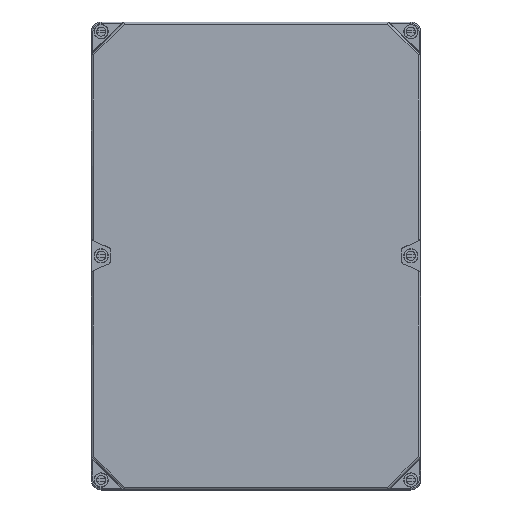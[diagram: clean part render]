
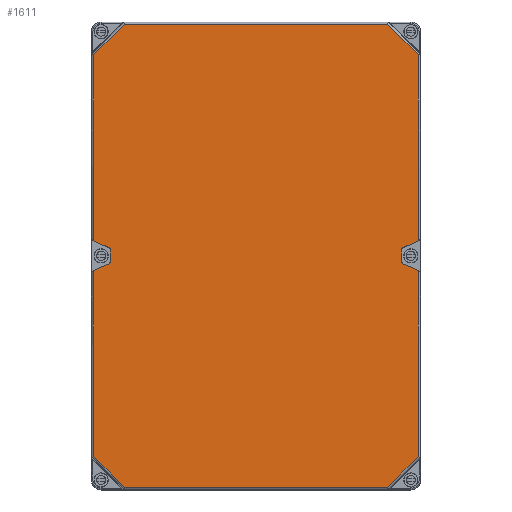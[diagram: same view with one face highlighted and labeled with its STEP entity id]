
A CAD part, top view. The second image highlights one B-rep face of the part: STEP entity #1611.
In plain terms, the highlighted planar face has unit normal (0, 0, 1).
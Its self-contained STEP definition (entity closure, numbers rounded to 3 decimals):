
#1611 = ADVANCED_FACE( '', ( #4366 ), #4367, .T. );
#4366 = FACE_OUTER_BOUND( '', #8681, .T. );
#4367 = PLANE( '', #8682 );
#8681 = EDGE_LOOP( '', ( #13446, #13447, #13448, #13449, #13450, #13451, #13452, #13453, #13454, #13455, #13456, #13457, #13458, #13459, #13460, #13461, #13462, #13463, #13464, #13465 ) );
#8682 = AXIS2_PLACEMENT_3D( '', #13466, #13467, #13468 );
#13446 = ORIENTED_EDGE( '', *, *, #23993, .T. );
#13447 = ORIENTED_EDGE( '', *, *, #23994, .T. );
#13448 = ORIENTED_EDGE( '', *, *, #23995, .T. );
#13449 = ORIENTED_EDGE( '', *, *, #23996, .T. );
#13450 = ORIENTED_EDGE( '', *, *, #23997, .T. );
#13451 = ORIENTED_EDGE( '', *, *, #23998, .F. );
#13452 = ORIENTED_EDGE( '', *, *, #23999, .T. );
#13453 = ORIENTED_EDGE( '', *, *, #24000, .F. );
#13454 = ORIENTED_EDGE( '', *, *, #24001, .T. );
#13455 = ORIENTED_EDGE( '', *, *, #24002, .T. );
#13456 = ORIENTED_EDGE( '', *, *, #24003, .T. );
#13457 = ORIENTED_EDGE( '', *, *, #24004, .F. );
#13458 = ORIENTED_EDGE( '', *, *, #24005, .T. );
#13459 = ORIENTED_EDGE( '', *, *, #24006, .F. );
#13460 = ORIENTED_EDGE( '', *, *, #24007, .T. );
#13461 = ORIENTED_EDGE( '', *, *, #24008, .F. );
#13462 = ORIENTED_EDGE( '', *, *, #24009, .T. );
#13463 = ORIENTED_EDGE( '', *, *, #24010, .F. );
#13464 = ORIENTED_EDGE( '', *, *, #24011, .T. );
#13465 = ORIENTED_EDGE( '', *, *, #24012, .F. );
#13466 = CARTESIAN_POINT( '', ( 0., 0., 92.5 ) );
#13467 = DIRECTION( '', ( 0., 0., 1. ) );
#13468 = DIRECTION( '', ( 1., 0., 0. ) );
#23993 = EDGE_CURVE( '', #28510, #28511, #28512, .T. );
#23994 = EDGE_CURVE( '', #28511, #28513, #28514, .T. );
#23995 = EDGE_CURVE( '', #28513, #28515, #28516, .T. );
#23996 = EDGE_CURVE( '', #28515, #28517, #28518, .T. );
#23997 = EDGE_CURVE( '', #28517, #28519, #28520, .T. );
#23998 = EDGE_CURVE( '', #28521, #28519, #28522, .T. );
#23999 = EDGE_CURVE( '', #28521, #28523, #28524, .T. );
#24000 = EDGE_CURVE( '', #28525, #28523, #28526, .T. );
#24001 = EDGE_CURVE( '', #28525, #28527, #28528, .T. );
#24002 = EDGE_CURVE( '', #28527, #28529, #28530, .T. );
#24003 = EDGE_CURVE( '', #28529, #28531, #28532, .T. );
#24004 = EDGE_CURVE( '', #28533, #28531, #28534, .T. );
#24005 = EDGE_CURVE( '', #28533, #28535, #28536, .T. );
#24006 = EDGE_CURVE( '', #28537, #28535, #28538, .T. );
#24007 = EDGE_CURVE( '', #28537, #28539, #28540, .T. );
#24008 = EDGE_CURVE( '', #28541, #28539, #28542, .T. );
#24009 = EDGE_CURVE( '', #28541, #28543, #28544, .T. );
#24010 = EDGE_CURVE( '', #28545, #28543, #28546, .T. );
#24011 = EDGE_CURVE( '', #28545, #28547, #28548, .T. );
#24012 = EDGE_CURVE( '', #28510, #28547, #28549, .T. );
#28510 = VERTEX_POINT( '', #34954 );
#28511 = VERTEX_POINT( '', #34955 );
#28512 = LINE( '', #34956, #34957 );
#28513 = VERTEX_POINT( '', #34958 );
#28514 = LINE( '', #34959, #34960 );
#28515 = VERTEX_POINT( '', #34961 );
#28516 = LINE( '', #34962, #34963 );
#28517 = VERTEX_POINT( '', #34964 );
#28518 = LINE( '', #34965, #34966 );
#28519 = VERTEX_POINT( '', #34967 );
#28520 = LINE( '', #34968, #34969 );
#28521 = VERTEX_POINT( '', #34970 );
#28522 = CIRCLE( '', #34971, 1.7 );
#28523 = VERTEX_POINT( '', #34972 );
#28524 = LINE( '', #34973, #34974 );
#28525 = VERTEX_POINT( '', #34975 );
#28526 = CIRCLE( '', #34976, 1.7 );
#28527 = VERTEX_POINT( '', #34977 );
#28528 = LINE( '', #34978, #34979 );
#28529 = VERTEX_POINT( '', #34980 );
#28530 = LINE( '', #34981, #34982 );
#28531 = VERTEX_POINT( '', #34983 );
#28532 = LINE( '', #34984, #34985 );
#28533 = VERTEX_POINT( '', #34986 );
#28534 = LINE( '', #34987, #34988 );
#28535 = VERTEX_POINT( '', #34989 );
#28536 = LINE( '', #34990, #34991 );
#28537 = VERTEX_POINT( '', #34992 );
#28538 = LINE( '', #34993, #34994 );
#28539 = VERTEX_POINT( '', #34995 );
#28540 = LINE( '', #34996, #34997 );
#28541 = VERTEX_POINT( '', #34998 );
#28542 = CIRCLE( '', #34999, 1.7 );
#28543 = VERTEX_POINT( '', #35000 );
#28544 = LINE( '', #35001, #35002 );
#28545 = VERTEX_POINT( '', #35003 );
#28546 = CIRCLE( '', #35004, 1.7 );
#28547 = VERTEX_POINT( '', #35005 );
#28548 = LINE( '', #35006, #35007 );
#28549 = LINE( '', #35008, #35009 );
#34954 = CARTESIAN_POINT( '', ( 125.182, 155.046, 92.5 ) );
#34955 = CARTESIAN_POINT( '', ( 101.546, 178.682, 92.5 ) );
#34956 = CARTESIAN_POINT( '', ( 131.042, 149.186, 92.5 ) );
#34957 = VECTOR( '', #42623, 1000. );
#34958 = CARTESIAN_POINT( '', ( -101.546, 178.682, 92.5 ) );
#34959 = CARTESIAN_POINT( '', ( 119.5, 178.682, 92.5 ) );
#34960 = VECTOR( '', #42624, 1000. );
#34961 = CARTESIAN_POINT( '', ( -125.182, 155.046, 92.5 ) );
#34962 = CARTESIAN_POINT( '', ( -95.686, 184.542, 92.5 ) );
#34963 = VECTOR( '', #42625, 1000. );
#34964 = CARTESIAN_POINT( '', ( -125.182, 11.586, 92.5 ) );
#34965 = CARTESIAN_POINT( '', ( -125.182, 173., 92.5 ) );
#34966 = VECTOR( '', #42626, 1000. );
#34967 = CARTESIAN_POINT( '', ( -113.3, 6.045, 92.5 ) );
#34968 = CARTESIAN_POINT( '', ( -126.134, 12.029, 92.5 ) );
#34969 = VECTOR( '', #42627, 1000. );
#34970 = CARTESIAN_POINT( '', ( -112.319, 4.504, 92.5 ) );
#34971 = AXIS2_PLACEMENT_3D( '', #42628, #42629, #42630 );
#34972 = CARTESIAN_POINT( '', ( -112.319, -4.504, 92.5 ) );
#34973 = CARTESIAN_POINT( '', ( -112.319, 4.504, 92.5 ) );
#34974 = VECTOR( '', #42631, 1000. );
#34975 = CARTESIAN_POINT( '', ( -113.3, -6.045, 92.5 ) );
#34976 = AXIS2_PLACEMENT_3D( '', #42632, #42633, #42634 );
#34977 = CARTESIAN_POINT( '', ( -125.182, -11.586, 92.5 ) );
#34978 = CARTESIAN_POINT( '', ( -113.3, -6.045, 92.5 ) );
#34979 = VECTOR( '', #42635, 1000. );
#34980 = CARTESIAN_POINT( '', ( -125.182, -155.046, 92.5 ) );
#34981 = CARTESIAN_POINT( '', ( -125.182, 173., 92.5 ) );
#34982 = VECTOR( '', #42636, 1000. );
#34983 = CARTESIAN_POINT( '', ( -101.546, -178.682, 92.5 ) );
#34984 = CARTESIAN_POINT( '', ( -131.042, -149.186, 92.5 ) );
#34985 = VECTOR( '', #42637, 1000. );
#34986 = CARTESIAN_POINT( '', ( 101.546, -178.682, 92.5 ) );
#34987 = CARTESIAN_POINT( '', ( 119.5, -178.682, 92.5 ) );
#34988 = VECTOR( '', #42638, 1000. );
#34989 = CARTESIAN_POINT( '', ( 125.182, -155.046, 92.5 ) );
#34990 = CARTESIAN_POINT( '', ( 95.686, -184.542, 92.5 ) );
#34991 = VECTOR( '', #42639, 1000. );
#34992 = CARTESIAN_POINT( '', ( 125.182, -11.586, 92.5 ) );
#34993 = CARTESIAN_POINT( '', ( 125.182, 173., 92.5 ) );
#34994 = VECTOR( '', #42640, 1000. );
#34995 = CARTESIAN_POINT( '', ( 113.3, -6.045, 92.5 ) );
#34996 = CARTESIAN_POINT( '', ( 126.134, -12.029, 92.5 ) );
#34997 = VECTOR( '', #42641, 1000. );
#34998 = CARTESIAN_POINT( '', ( 112.319, -4.504, 92.5 ) );
#34999 = AXIS2_PLACEMENT_3D( '', #42642, #42643, #42644 );
#35000 = CARTESIAN_POINT( '', ( 112.319, 4.504, 92.5 ) );
#35001 = CARTESIAN_POINT( '', ( 112.319, -4.504, 92.5 ) );
#35002 = VECTOR( '', #42645, 1000. );
#35003 = CARTESIAN_POINT( '', ( 113.3, 6.045, 92.5 ) );
#35004 = AXIS2_PLACEMENT_3D( '', #42646, #42647, #42648 );
#35005 = CARTESIAN_POINT( '', ( 125.182, 11.586, 92.5 ) );
#35006 = CARTESIAN_POINT( '', ( 113.3, 6.045, 92.5 ) );
#35007 = VECTOR( '', #42649, 1000. );
#35008 = CARTESIAN_POINT( '', ( 125.182, 173., 92.5 ) );
#35009 = VECTOR( '', #42650, 1000. );
#42623 = DIRECTION( '', ( -0.707, 0.707, 0. ) );
#42624 = DIRECTION( '', ( -1., 0., 0. ) );
#42625 = DIRECTION( '', ( -0.707, -0.707, 0. ) );
#42626 = DIRECTION( '', ( 0., -1., 0. ) );
#42627 = DIRECTION( '', ( 0.906, -0.423, 0. ) );
#42628 = CARTESIAN_POINT( '', ( -114.019, 4.504, 92.5 ) );
#42629 = DIRECTION( '', ( 0., 0., 1. ) );
#42630 = DIRECTION( '', ( 1., 0., 0. ) );
#42631 = DIRECTION( '', ( 0., -1., 0. ) );
#42632 = CARTESIAN_POINT( '', ( -114.019, -4.504, 92.5 ) );
#42633 = DIRECTION( '', ( 0., 0., 1. ) );
#42634 = DIRECTION( '', ( 1., 0., 0. ) );
#42635 = DIRECTION( '', ( -0.906, -0.423, 0. ) );
#42636 = DIRECTION( '', ( 0., -1., 0. ) );
#42637 = DIRECTION( '', ( 0.707, -0.707, 0. ) );
#42638 = DIRECTION( '', ( -1., 0., 0. ) );
#42639 = DIRECTION( '', ( 0.707, 0.707, 0. ) );
#42640 = DIRECTION( '', ( 0., -1., 0. ) );
#42641 = DIRECTION( '', ( -0.906, 0.423, 0. ) );
#42642 = CARTESIAN_POINT( '', ( 114.019, -4.504, 92.5 ) );
#42643 = DIRECTION( '', ( 0., 0., 1. ) );
#42644 = DIRECTION( '', ( 1., 0., 0. ) );
#42645 = DIRECTION( '', ( 0., 1., 0. ) );
#42646 = CARTESIAN_POINT( '', ( 114.019, 4.504, 92.5 ) );
#42647 = DIRECTION( '', ( 0., 0., 1. ) );
#42648 = DIRECTION( '', ( 1., 0., 0. ) );
#42649 = DIRECTION( '', ( 0.906, 0.423, 0. ) );
#42650 = DIRECTION( '', ( 0., -1., 0. ) );
